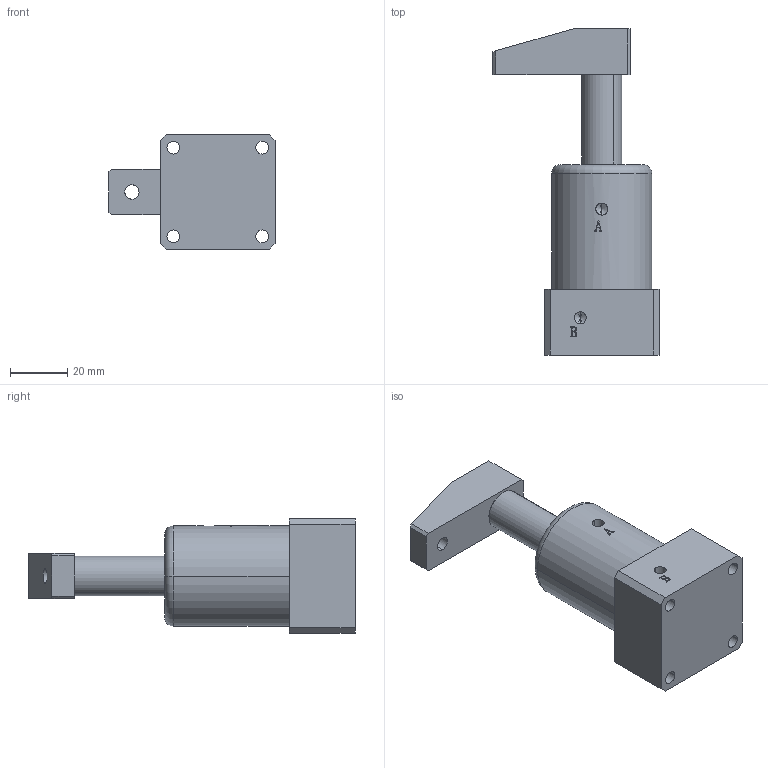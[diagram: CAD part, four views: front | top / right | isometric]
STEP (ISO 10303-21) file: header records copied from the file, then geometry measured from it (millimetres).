
FILE_DESCRIPTION (( 'STEP AP203' ), '1' );
FILE_NAME ('HCAS-25S.STEP', '2019-10-14T08:47:36', ( '微软用户' ), ( '微软中国' ), 'SwSTEP 2.0', 'SolidWorks 2012', '' );
FILE_SCHEMA (( 'CONFIG_CONTROL_DESIGN' ));
Length unit declared in the file: millimetre
Products named in the file (5): HCAS-25S; hex lobular socket head cap screws-4.8 gb_GB_HEXAGON_TYPE21 M6X20-20-C; HCAS-25活塞杆; HCAS-25掛极; HCAS-25揤旋
Assembly tree (4 placements, depth 2):
  HCAS-25S
    HCAS-25揤旋
    HCAS-25掛极
    HCAS-25活塞杆
    hex lobular socket head cap screws-4.8 gb_GB_HEXAGON_TYPE21 M6X20-20-C
Bounding box: 58 x 114 x 40 mm (x, y, z)
Volume: 79424 mm3; surface area: 25964.1 mm2
Topology: 4 solids, 4 shells, 146 faces, 356 edges, 226 vertices
Faces by surface type: plane 69, cylinder 33, bspline 20, cone 12, torus 12
Entity records: 5651 total; most frequent: CARTESIAN_POINT 1791, ORIENTED_EDGE 696, DIRECTION 666, EDGE_CURVE 348, AXIS2_PLACEMENT_3D 235, VERTEX_POINT 226, LINE 196, VECTOR 196
